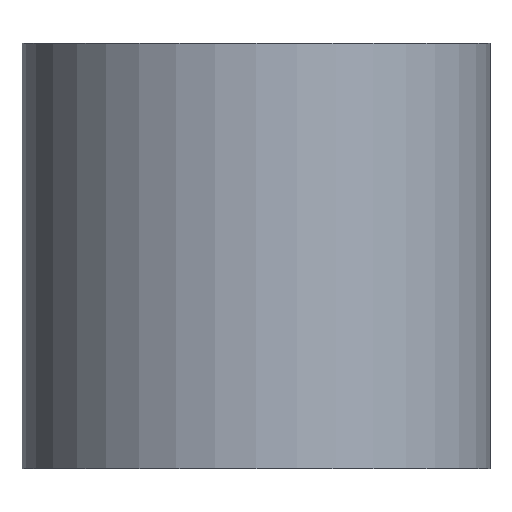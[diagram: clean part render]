
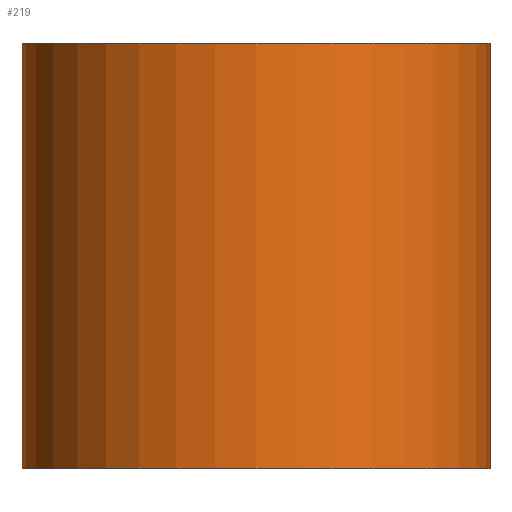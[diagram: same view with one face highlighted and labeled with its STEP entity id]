
A CAD part, front view. The second image highlights one B-rep face of the part: STEP entity #219.
In plain terms, the highlighted cylindrical face has radius 2.75 mm (diameter 5.5 mm), a partial arc.
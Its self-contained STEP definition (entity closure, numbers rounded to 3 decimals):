
#5 = AXIS2_PLACEMENT_3D ( 'NONE', #103, #26, #7 ) ;
#6 = DIRECTION ( 'NONE',  ( 1., 0., 0. ) ) ;
#7 = DIRECTION ( 'NONE',  ( -1., 0., 0. ) ) ;
#21 = DIRECTION ( 'NONE',  ( 0., 0., -1. ) ) ;
#23 = CARTESIAN_POINT ( 'NONE',  ( 2.75, 0., 5. ) ) ;
#26 = DIRECTION ( 'NONE',  ( 0., 0., -1. ) ) ;
#31 = EDGE_LOOP ( 'NONE', ( #152, #113, #180, #110 ) ) ;
#37 = CARTESIAN_POINT ( 'NONE',  ( 0., 0., 0. ) ) ;
#48 = VERTEX_POINT ( 'NONE', #211 ) ;
#54 = EDGE_CURVE ( 'Ar�te3', #144, #57, #165, .T. ) ;
#57 = VERTEX_POINT ( 'NONE', #223 ) ;
#64 = CIRCLE ( 'NONE', #221, 2.75 ) ;
#87 = DIRECTION ( 'NONE',  ( 1., 0., 0. ) ) ;
#95 = EDGE_CURVE ( 'NONE', #134, #57, #212, .T. ) ;
#97 = DIRECTION ( 'NONE',  ( 0., 0., 1. ) ) ;
#99 = CYLINDRICAL_SURFACE ( 'NONE', #5, 2.75 ) ;
#103 = CARTESIAN_POINT ( 'NONE',  ( 0., 0., 5. ) ) ;
#110 = ORIENTED_EDGE ( 'NONE', *, *, #54, .T. ) ;
#113 = ORIENTED_EDGE ( 'NONE', *, *, #125, .F. ) ;
#115 = FACE_OUTER_BOUND ( 'NONE', #31, .T. ) ;
#120 = EDGE_CURVE ( 'NONE', #48, #144, #176, .T. ) ;
#121 = DIRECTION ( 'NONE',  ( 0., 0., -1. ) ) ;
#125 = EDGE_CURVE ( 'Ar�te1', #48, #134, #64, .T. ) ;
#126 = VECTOR ( 'NONE', #121, 1000. ) ;
#132 = AXIS2_PLACEMENT_3D ( 'NONE', #37, #200, #87 ) ;
#134 = VERTEX_POINT ( 'NONE', #23 ) ;
#137 = CARTESIAN_POINT ( 'NONE',  ( 2.75, 0., 5. ) ) ;
#144 = VERTEX_POINT ( 'NONE', #153 ) ;
#152 = ORIENTED_EDGE ( 'NONE', *, *, #95, .F. ) ;
#153 = CARTESIAN_POINT ( 'NONE',  ( -2.75, 0., 0. ) ) ;
#165 = CIRCLE ( 'NONE', #132, 2.75 ) ;
#168 = VECTOR ( 'NONE', #21, 1000. ) ;
#176 = LINE ( 'NONE', #187, #126 ) ;
#180 = ORIENTED_EDGE ( 'NONE', *, *, #120, .T. ) ;
#187 = CARTESIAN_POINT ( 'NONE',  ( -2.75, 0., 5. ) ) ;
#190 = CARTESIAN_POINT ( 'NONE',  ( 0., 0., 5. ) ) ;
#200 = DIRECTION ( 'NONE',  ( 0., 0., 1. ) ) ;
#211 = CARTESIAN_POINT ( 'NONE',  ( -2.75, 0., 5. ) ) ;
#212 = LINE ( 'NONE', #137, #168 ) ;
#219 = ADVANCED_FACE ( 'Face1', ( #115 ), #99, .T. ) ;
#221 = AXIS2_PLACEMENT_3D ( 'NONE', #190, #97, #6 ) ;
#223 = CARTESIAN_POINT ( 'NONE',  ( 2.75, 0., 0. ) ) ;
